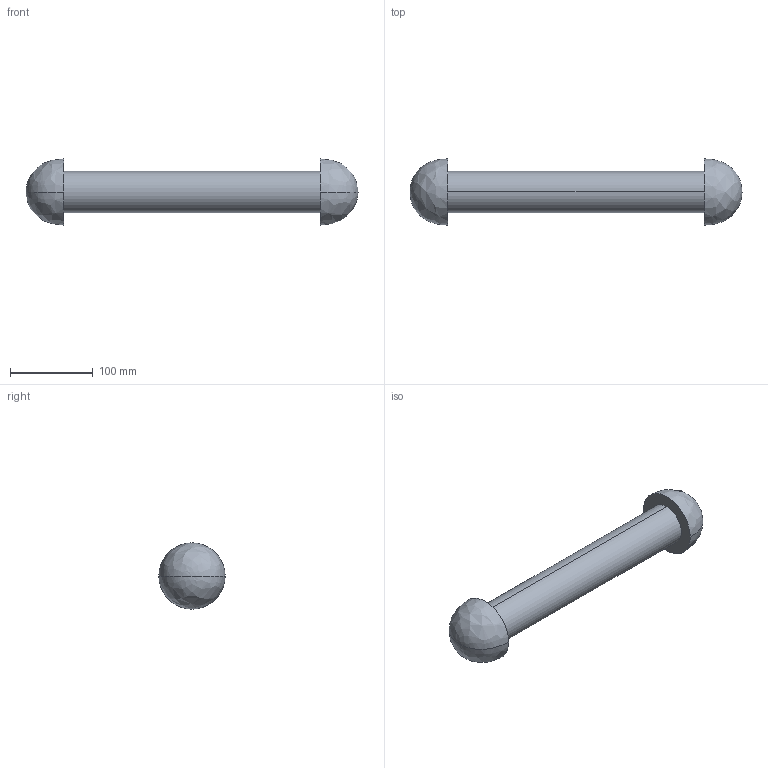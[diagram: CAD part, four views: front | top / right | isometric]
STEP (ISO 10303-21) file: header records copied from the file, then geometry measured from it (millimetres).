
FILE_DESCRIPTION (( 'STEP AP203' ), '1' );
FILE_NAME ('klin31_Default_sldprt.STEP', '2019-03-03T10:01:58', ( '' ), ( '' ), 'SwSTEP 2.0', 'SolidWorks 2018', '' );
FILE_SCHEMA (( 'CONFIG_CONTROL_DESIGN' ));
Length unit declared in the file: millimetre
Products named in the file (1): klin31_Default_sldprt
Bounding box: 400.92 x 80 x 80 mm (x, y, z)
Volume: 925549.3 mm3; surface area: 77380.5 mm2
Topology: 1 solids, 1 shells, 8 faces, 18 edges, 10 vertices
Faces by surface type: bspline 4, cylinder 2, plane 2
Entity records: 327 total; most frequent: CARTESIAN_POINT 105, DIRECTION 28, ORIENTED_EDGE 28, EDGE_CURVE 14, AXIS2_PLACEMENT_3D 13, EDGE_LOOP 10, VERTEX_POINT 10, PERSON_AND_ORGANIZATION 8
